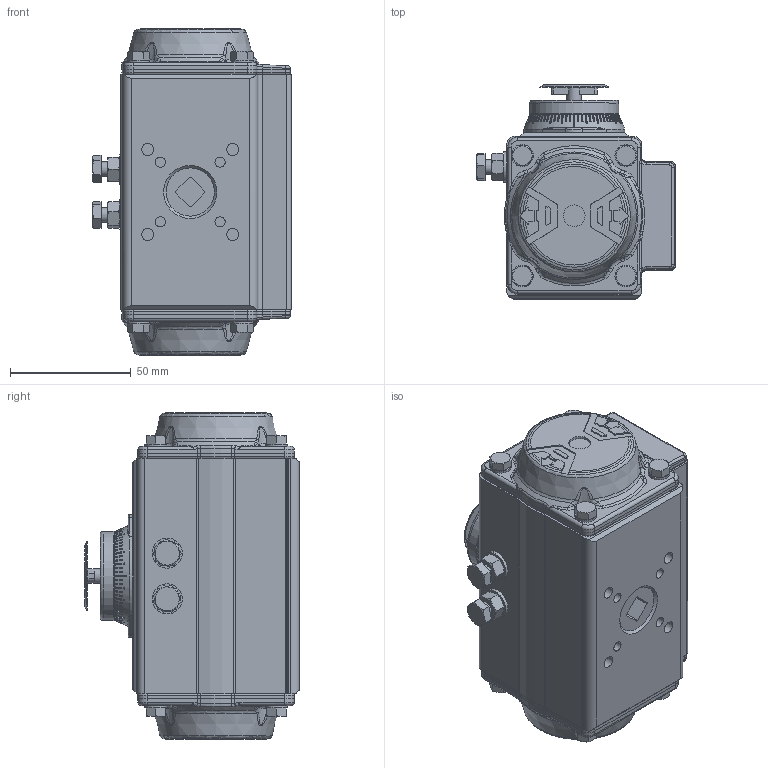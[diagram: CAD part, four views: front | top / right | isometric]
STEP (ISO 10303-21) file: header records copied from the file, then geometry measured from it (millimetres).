
FILE_DESCRIPTION(/* description */ (''),/* implementation_level */ '2;1');
FILE_NAME(/* name */ 'AT051U.stp',/* time_stamp */ '2019-11-04T09:11:15+01:00',/* author */ ('A8711351'),/* organization */ (''),/* preprocessor_version */ 'ST-DEVELOPER v18',/* originating_system */ 'Autodesk Inventor 2020',/* authorisation */ '');
FILE_SCHEMA (('AUTOMOTIVE_DESIGN { 1 0 10303 214 3 1 1 }'));
Products named in the file (1): AT051U
Bounding box: 82.51 x 89 x 135.5 mm (x, y, z)
Volume: 550145.9 mm3; surface area: 49218.1 mm2
Topology: 1 solids, 1 shells, 1247 faces, 3232 edges, 2015 vertices
Faces by surface type: plane 602, cone 235, bspline 214, cylinder 105, torus 79, sphere 12
Full cylindrical faces by diameter (mm): 4.134 x4, 4.2 x4, 5 x4, 6 x3, 8.566 x2, 9 x10, 12.5 x2
Entity records: 51124 total; most frequent: CARTESIAN_POINT 22050, ORIENTED_EDGE 6434, DIRECTION 5743, EDGE_CURVE 3217, AXIS2_PLACEMENT_3D 2173, VERTEX_POINT 2015, LINE 1397, VECTOR 1397
